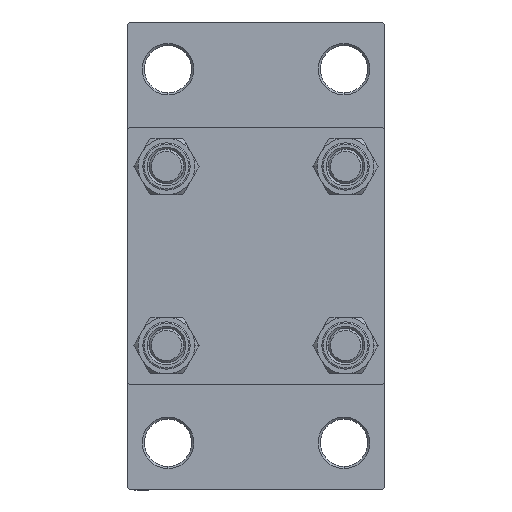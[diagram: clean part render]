
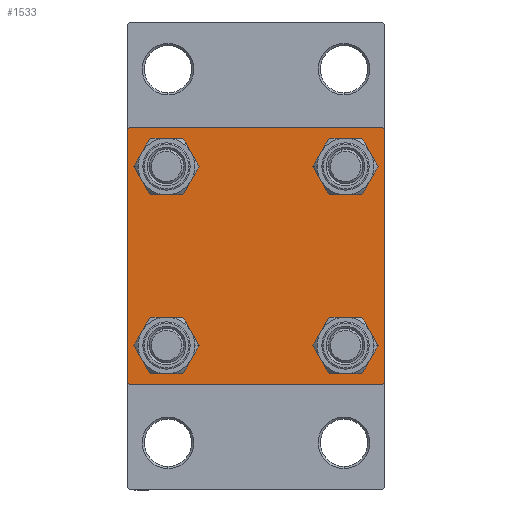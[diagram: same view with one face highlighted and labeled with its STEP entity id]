
A CAD part, left-side view. The second image highlights one B-rep face of the part: STEP entity #1533.
In plain terms, the highlighted planar face has unit normal (-1, 0, 0).
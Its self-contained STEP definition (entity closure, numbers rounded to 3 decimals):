
#259 = EDGE_LOOP ( 'NONE', ( #41141, #38970 ) ) ;
#284 = CIRCLE ( 'NONE', #19467, 4.5 ) ;
#408 = CIRCLE ( 'NONE', #25868, 4.5 ) ;
#514 = CARTESIAN_POINT ( 'NONE',  ( 0., -20.85, 16.35 ) ) ;
#524 = VERTEX_POINT ( 'NONE', #35224 ) ;
#1007 = VERTEX_POINT ( 'NONE', #34577 ) ;
#1533 = ADVANCED_FACE ( 'NONE', ( #26500, #45471, #12545, #38507, #5568 ), #41871, .T. ) ;
#2005 = VECTOR ( 'NONE', #3658, 1000. ) ;
#2012 = VERTEX_POINT ( 'NONE', #44822 ) ;
#2017 = EDGE_LOOP ( 'NONE', ( #14878, #32002 ) ) ;
#2077 = ORIENTED_EDGE ( 'NONE', *, *, #4839, .T. ) ;
#2186 = EDGE_CURVE ( 'NONE', #36037, #37745, #37314, .T. ) ;
#2229 = DIRECTION ( 'NONE',  ( 0., 0.707, 0.707 ) ) ;
#2858 = EDGE_CURVE ( 'NONE', #2012, #29869, #30714, .T. ) ;
#3140 = EDGE_CURVE ( 'NONE', #22156, #4787, #13047, .T. ) ;
#3437 = CARTESIAN_POINT ( 'NONE',  ( 0., 30., -29.5 ) ) ;
#3616 = EDGE_CURVE ( 'NONE', #34298, #31065, #16925, .T. ) ;
#3658 = DIRECTION ( 'NONE',  ( 0., -1., 0. ) ) ;
#3935 = CIRCLE ( 'NONE', #34641, 4.5 ) ;
#4114 = DIRECTION ( 'NONE',  ( 0., 0., 1. ) ) ;
#4463 = LINE ( 'NONE', #33792, #24500 ) ;
#4501 = DIRECTION ( 'NONE',  ( 1., 0., 0. ) ) ;
#4607 = CARTESIAN_POINT ( 'NONE',  ( 0., 0., 0. ) ) ;
#4787 = VERTEX_POINT ( 'NONE', #45505 ) ;
#4839 = EDGE_CURVE ( 'NONE', #25418, #43548, #5837, .T. ) ;
#5568 = FACE_OUTER_BOUND ( 'NONE', #13385, .T. ) ;
#5693 = CARTESIAN_POINT ( 'NONE',  ( 0., 20.85, -20.85 ) ) ;
#5837 = LINE ( 'NONE', #20513, #19139 ) ;
#6578 = VECTOR ( 'NONE', #15969, 1000. ) ;
#7362 = CIRCLE ( 'NONE', #39611, 4.5 ) ;
#7693 = AXIS2_PLACEMENT_3D ( 'NONE', #20258, #27007, #23159 ) ;
#8359 = DIRECTION ( 'NONE',  ( 0., 0., 1. ) ) ;
#8455 = ORIENTED_EDGE ( 'NONE', *, *, #33866, .T. ) ;
#8483 = VERTEX_POINT ( 'NONE', #30030 ) ;
#8821 = CARTESIAN_POINT ( 'NONE',  ( 0., 20.85, -25.35 ) ) ;
#9029 = CARTESIAN_POINT ( 'NONE',  ( 0., 30., -30. ) ) ;
#9305 = EDGE_CURVE ( 'NONE', #38549, #37027, #3935, .T. ) ;
#10818 = CARTESIAN_POINT ( 'NONE',  ( 0., -20.85, -16.35 ) ) ;
#11046 = VERTEX_POINT ( 'NONE', #11105 ) ;
#11064 = EDGE_CURVE ( 'NONE', #37745, #1007, #44269, .T. ) ;
#11105 = CARTESIAN_POINT ( 'NONE',  ( 0., -30., -29.5 ) ) ;
#11377 = CARTESIAN_POINT ( 'NONE',  ( 0., 30., 30. ) ) ;
#11879 = VECTOR ( 'NONE', #45800, 1000. ) ;
#12545 = FACE_BOUND ( 'NONE', #259, .T. ) ;
#12723 = DIRECTION ( 'NONE',  ( 0., 0., 1. ) ) ;
#13047 = CIRCLE ( 'NONE', #7693, 4.5 ) ;
#13385 = EDGE_LOOP ( 'NONE', ( #35686, #18258, #8455, #46967, #47221, #2077, #13587, #38107 ) ) ;
#13587 = ORIENTED_EDGE ( 'NONE', *, *, #35848, .F. ) ;
#14809 = DIRECTION ( 'NONE',  ( 1., 0., 0. ) ) ;
#14878 = ORIENTED_EDGE ( 'NONE', *, *, #3140, .T. ) ;
#15608 = DIRECTION ( 'NONE',  ( 1., 0., 0. ) ) ;
#15969 = DIRECTION ( 'NONE',  ( 0., 0., -1. ) ) ;
#16068 = AXIS2_PLACEMENT_3D ( 'NONE', #4607, #19283, #38258 ) ;
#16170 = CARTESIAN_POINT ( 'NONE',  ( 0., -30., 29.5 ) ) ;
#16288 = CARTESIAN_POINT ( 'NONE',  ( 0., -20.85, -20.85 ) ) ;
#16299 = DIRECTION ( 'NONE',  ( 0., 0., 1. ) ) ;
#16925 = CIRCLE ( 'NONE', #40730, 4.5 ) ;
#16948 = VECTOR ( 'NONE', #22173, 1000. ) ;
#17245 = EDGE_CURVE ( 'NONE', #31065, #34298, #40138, .T. ) ;
#18258 = ORIENTED_EDGE ( 'NONE', *, *, #11064, .T. ) ;
#18342 = CARTESIAN_POINT ( 'NONE',  ( 0., -29.5, 30. ) ) ;
#19139 = VECTOR ( 'NONE', #2229, 1000. ) ;
#19252 = CARTESIAN_POINT ( 'NONE',  ( 0., 29.75, -29.75 ) ) ;
#19283 = DIRECTION ( 'NONE',  ( -1., 0., 0. ) ) ;
#19467 = AXIS2_PLACEMENT_3D ( 'NONE', #30983, #15608, #12723 ) ;
#19618 = EDGE_CURVE ( 'NONE', #37027, #38549, #284, .T. ) ;
#20258 = CARTESIAN_POINT ( 'NONE',  ( 0., 20.85, 20.85 ) ) ;
#20287 = CARTESIAN_POINT ( 'NONE',  ( 0., -30., 30. ) ) ;
#20513 = CARTESIAN_POINT ( 'NONE',  ( 0., -29.75, 29.75 ) ) ;
#21950 = CARTESIAN_POINT ( 'NONE',  ( 0., 30., 30. ) ) ;
#21984 = DIRECTION ( 'NONE',  ( 0., 0., -1. ) ) ;
#22110 = EDGE_LOOP ( 'NONE', ( #45252, #38578 ) ) ;
#22156 = VERTEX_POINT ( 'NONE', #37583 ) ;
#22173 = DIRECTION ( 'NONE',  ( 0., -0.707, -0.707 ) ) ;
#22180 = LINE ( 'NONE', #21950, #2005 ) ;
#22986 = DIRECTION ( 'NONE',  ( 0., -0.707, 0.707 ) ) ;
#23159 = DIRECTION ( 'NONE',  ( 0., 0., 1. ) ) ;
#23801 = EDGE_LOOP ( 'NONE', ( #46622, #34321 ) ) ;
#24500 = VECTOR ( 'NONE', #22986, 1000. ) ;
#25418 = VERTEX_POINT ( 'NONE', #16170 ) ;
#25638 = DIRECTION ( 'NONE',  ( 0., 0., 1. ) ) ;
#25868 = AXIS2_PLACEMENT_3D ( 'NONE', #31804, #27502, #28216 ) ;
#26500 = FACE_BOUND ( 'NONE', #22110, .T. ) ;
#27007 = DIRECTION ( 'NONE',  ( 1., 0., 0. ) ) ;
#27390 = EDGE_CURVE ( 'NONE', #29869, #2012, #7362, .T. ) ;
#27502 = DIRECTION ( 'NONE',  ( 1., 0., 0. ) ) ;
#27582 = DIRECTION ( 'NONE',  ( 0., 0., 1. ) ) ;
#28216 = DIRECTION ( 'NONE',  ( 0., 0., 1. ) ) ;
#29407 = LINE ( 'NONE', #43838, #29800 ) ;
#29800 = VECTOR ( 'NONE', #36844, 1000. ) ;
#29869 = VERTEX_POINT ( 'NONE', #10818 ) ;
#30030 = CARTESIAN_POINT ( 'NONE',  ( 0., -29.5, -30. ) ) ;
#30714 = CIRCLE ( 'NONE', #35310, 4.5 ) ;
#30727 = DIRECTION ( 'NONE',  ( 1., 0., 0. ) ) ;
#30983 = CARTESIAN_POINT ( 'NONE',  ( 0., 20.85, -20.85 ) ) ;
#31065 = VERTEX_POINT ( 'NONE', #38648 ) ;
#31176 = DIRECTION ( 'NONE',  ( 1., 0., 0. ) ) ;
#31508 = EDGE_CURVE ( 'NONE', #8483, #11046, #4463, .T. ) ;
#31688 = AXIS2_PLACEMENT_3D ( 'NONE', #43817, #43578, #4114 ) ;
#31804 = CARTESIAN_POINT ( 'NONE',  ( 0., 20.85, 20.85 ) ) ;
#32002 = ORIENTED_EDGE ( 'NONE', *, *, #37665, .T. ) ;
#33099 = CARTESIAN_POINT ( 'NONE',  ( 0., 20.85, -16.35 ) ) ;
#33792 = CARTESIAN_POINT ( 'NONE',  ( 0., -29.75, -29.75 ) ) ;
#33866 = EDGE_CURVE ( 'NONE', #1007, #8483, #41961, .T. ) ;
#34298 = VERTEX_POINT ( 'NONE', #514 ) ;
#34321 = ORIENTED_EDGE ( 'NONE', *, *, #2858, .T. ) ;
#34577 = CARTESIAN_POINT ( 'NONE',  ( 0., 29.5, -30. ) ) ;
#34641 = AXIS2_PLACEMENT_3D ( 'NONE', #5693, #31176, #27582 ) ;
#35224 = CARTESIAN_POINT ( 'NONE',  ( 0., 29.5, 30. ) ) ;
#35310 = AXIS2_PLACEMENT_3D ( 'NONE', #16288, #4501, #8359 ) ;
#35686 = ORIENTED_EDGE ( 'NONE', *, *, #2186, .T. ) ;
#35848 = EDGE_CURVE ( 'NONE', #524, #43548, #22180, .T. ) ;
#36037 = VERTEX_POINT ( 'NONE', #40375 ) ;
#36844 = DIRECTION ( 'NONE',  ( 0., 0.707, -0.707 ) ) ;
#37027 = VERTEX_POINT ( 'NONE', #33099 ) ;
#37314 = LINE ( 'NONE', #11377, #46015 ) ;
#37583 = CARTESIAN_POINT ( 'NONE',  ( 0., 20.85, 25.35 ) ) ;
#37665 = EDGE_CURVE ( 'NONE', #4787, #22156, #408, .T. ) ;
#37745 = VERTEX_POINT ( 'NONE', #3437 ) ;
#37898 = EDGE_CURVE ( 'NONE', #25418, #11046, #42156, .T. ) ;
#38107 = ORIENTED_EDGE ( 'NONE', *, *, #44467, .T. ) ;
#38258 = DIRECTION ( 'NONE',  ( 0., 0., 1. ) ) ;
#38507 = FACE_BOUND ( 'NONE', #2017, .T. ) ;
#38549 = VERTEX_POINT ( 'NONE', #8821 ) ;
#38578 = ORIENTED_EDGE ( 'NONE', *, *, #3616, .T. ) ;
#38648 = CARTESIAN_POINT ( 'NONE',  ( 0., -20.85, 25.35 ) ) ;
#38970 = ORIENTED_EDGE ( 'NONE', *, *, #9305, .T. ) ;
#39611 = AXIS2_PLACEMENT_3D ( 'NONE', #44129, #14809, #25638 ) ;
#40138 = CIRCLE ( 'NONE', #31688, 4.5 ) ;
#40375 = CARTESIAN_POINT ( 'NONE',  ( 0., 30., 29.5 ) ) ;
#40730 = AXIS2_PLACEMENT_3D ( 'NONE', #45142, #30727, #16299 ) ;
#41141 = ORIENTED_EDGE ( 'NONE', *, *, #19618, .T. ) ;
#41871 = PLANE ( 'NONE',  #16068 ) ;
#41961 = LINE ( 'NONE', #9029, #11879 ) ;
#42156 = LINE ( 'NONE', #20287, #6578 ) ;
#43548 = VERTEX_POINT ( 'NONE', #18342 ) ;
#43578 = DIRECTION ( 'NONE',  ( 1., 0., 0. ) ) ;
#43817 = CARTESIAN_POINT ( 'NONE',  ( 0., -20.85, 20.85 ) ) ;
#43838 = CARTESIAN_POINT ( 'NONE',  ( 0., 29.75, 29.75 ) ) ;
#44129 = CARTESIAN_POINT ( 'NONE',  ( 0., -20.85, -20.85 ) ) ;
#44269 = LINE ( 'NONE', #19252, #16948 ) ;
#44467 = EDGE_CURVE ( 'NONE', #524, #36037, #29407, .T. ) ;
#44822 = CARTESIAN_POINT ( 'NONE',  ( 0., -20.85, -25.35 ) ) ;
#45142 = CARTESIAN_POINT ( 'NONE',  ( 0., -20.85, 20.85 ) ) ;
#45252 = ORIENTED_EDGE ( 'NONE', *, *, #17245, .T. ) ;
#45471 = FACE_BOUND ( 'NONE', #23801, .T. ) ;
#45505 = CARTESIAN_POINT ( 'NONE',  ( 0., 20.85, 16.35 ) ) ;
#45800 = DIRECTION ( 'NONE',  ( 0., -1., 0. ) ) ;
#46015 = VECTOR ( 'NONE', #21984, 1000. ) ;
#46622 = ORIENTED_EDGE ( 'NONE', *, *, #27390, .T. ) ;
#46967 = ORIENTED_EDGE ( 'NONE', *, *, #31508, .T. ) ;
#47221 = ORIENTED_EDGE ( 'NONE', *, *, #37898, .F. ) ;
